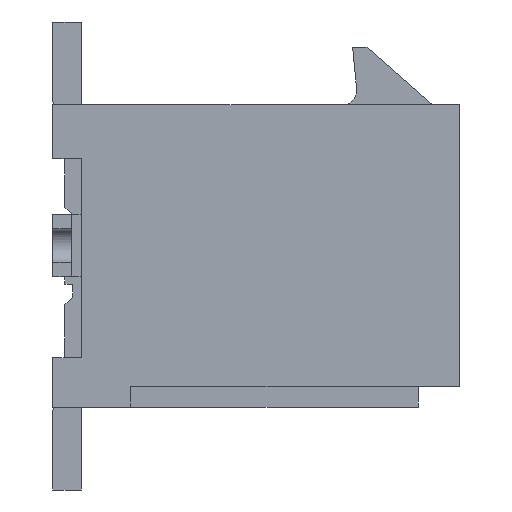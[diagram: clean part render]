
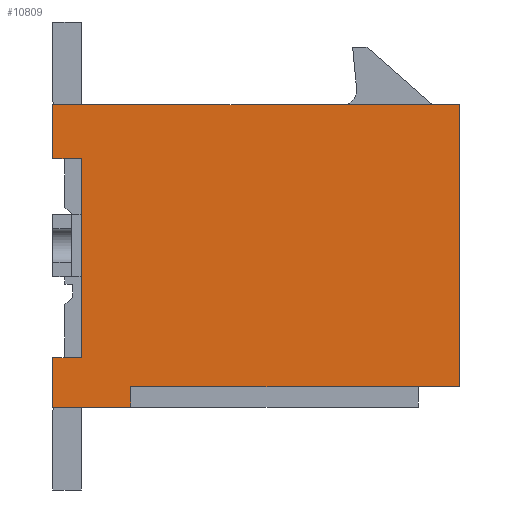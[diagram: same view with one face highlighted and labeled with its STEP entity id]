
A CAD part, left-side view. The second image highlights one B-rep face of the part: STEP entity #10809.
In plain terms, the highlighted planar face has unit normal (-1, 0, 0).
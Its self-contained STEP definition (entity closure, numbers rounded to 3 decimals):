
#1411=ORIENTED_EDGE('',*,*,#4350,.F.);
#1412=ORIENTED_EDGE('',*,*,#4348,.F.);
#1413=ORIENTED_EDGE('',*,*,#4428,.F.);
#1414=ORIENTED_EDGE('',*,*,#4429,.F.);
#1415=ORIENTED_EDGE('',*,*,#4417,.T.);
#1416=ORIENTED_EDGE('',*,*,#3610,.T.);
#1417=ORIENTED_EDGE('',*,*,#4430,.T.);
#1418=ORIENTED_EDGE('',*,*,#4306,.F.);
#1419=ORIENTED_EDGE('',*,*,#4311,.F.);
#1420=ORIENTED_EDGE('',*,*,#4226,.F.);
#3610=EDGE_CURVE('',#5189,#5188,#6238,.T.);
#4226=EDGE_CURVE('',#5738,#5739,#6810,.T.);
#4306=EDGE_CURVE('',#5809,#5810,#6890,.T.);
#4311=EDGE_CURVE('',#5739,#5809,#6895,.T.);
#4348=EDGE_CURVE('',#5835,#5829,#6932,.T.);
#4350=EDGE_CURVE('',#5829,#5738,#6933,.T.);
#4417=EDGE_CURVE('',#5880,#5189,#7000,.T.);
#4428=EDGE_CURVE('',#5885,#5835,#7011,.T.);
#4429=EDGE_CURVE('',#5880,#5885,#7012,.T.);
#4430=EDGE_CURVE('',#5188,#5810,#7013,.T.);
#5188=VERTEX_POINT('',#15029);
#5189=VERTEX_POINT('',#15031);
#5738=VERTEX_POINT('',#16295);
#5739=VERTEX_POINT('',#16297);
#5809=VERTEX_POINT('',#16457);
#5810=VERTEX_POINT('',#16459);
#5829=VERTEX_POINT('',#16519);
#5835=VERTEX_POINT('',#16531);
#5880=VERTEX_POINT('',#16654);
#5885=VERTEX_POINT('',#16672);
#6238=LINE('',#15030,#7712);
#6810=LINE('',#16296,#8284);
#6890=LINE('',#16458,#8364);
#6895=LINE('',#16467,#8369);
#6932=LINE('',#16532,#8406);
#6933=LINE('',#16535,#8407);
#7000=LINE('',#16653,#8474);
#7011=LINE('',#16673,#8485);
#7012=LINE('',#16675,#8486);
#7013=LINE('',#16676,#8487);
#7712=VECTOR('',#12098,1000.);
#8284=VECTOR('',#12958,1000.);
#8364=VECTOR('',#13060,1000.);
#8369=VECTOR('',#13067,1000.);
#8406=VECTOR('',#13114,1000.);
#8407=VECTOR('',#13119,1000.);
#8474=VECTOR('',#13200,1000.);
#8485=VECTOR('',#13217,1000.);
#8486=VECTOR('',#13220,1000.);
#8487=VECTOR('',#13221,1000.);
#9226=EDGE_LOOP('',(#1411,#1412,#1413,#1414,#1415,#1416,#1417,#1418,#1419,
#1420));
#9806=FACE_BOUND('',#9226,.T.);
#10334=PLANE('',#11419);
#10809=ADVANCED_FACE('',(#9806),#10334,.T.);
#11419=AXIS2_PLACEMENT_3D('',#16674,#13218,#13219);
#12098=DIRECTION('',(0.,0.,1.));
#12958=DIRECTION('',(0.,0.,1.));
#13060=DIRECTION('',(0.,0.,1.));
#13067=DIRECTION('',(0.,1.,0.));
#13114=DIRECTION('',(0.,0.,1.));
#13119=DIRECTION('',(0.,-1.,0.));
#13200=DIRECTION('',(0.,-1.,0.));
#13217=DIRECTION('',(0.,1.,0.));
#13218=DIRECTION('',(-1.,0.,0.));
#13219=DIRECTION('',(0.,0.,1.));
#13220=DIRECTION('',(0.,0.,-1.));
#13221=DIRECTION('',(0.,1.,0.));
#15029=CARTESIAN_POINT('',(-19.85,-4.95,3.68));
#15030=CARTESIAN_POINT('',(-19.85,-4.95,-3.68));
#15031=CARTESIAN_POINT('',(-19.85,-4.95,-3.18));
#16295=CARTESIAN_POINT('',(-19.85,4.25,-2.48));
#16296=CARTESIAN_POINT('',(-19.85,4.25,-2.48));
#16297=CARTESIAN_POINT('',(-19.85,4.25,2.37));
#16457=CARTESIAN_POINT('',(-19.85,4.95,2.37));
#16458=CARTESIAN_POINT('',(-19.85,4.95,-3.68));
#16459=CARTESIAN_POINT('',(-19.85,4.95,3.68));
#16467=CARTESIAN_POINT('',(-19.85,4.25,2.37));
#16519=CARTESIAN_POINT('',(-19.85,4.95,-2.48));
#16531=CARTESIAN_POINT('',(-19.85,4.95,-3.68));
#16532=CARTESIAN_POINT('',(-19.85,4.95,-3.68));
#16535=CARTESIAN_POINT('',(-19.85,4.95,-2.48));
#16653=CARTESIAN_POINT('',(-19.85,-4.95,-3.18));
#16654=CARTESIAN_POINT('',(-19.85,3.05,-3.18));
#16672=CARTESIAN_POINT('',(-19.85,3.05,-3.68));
#16673=CARTESIAN_POINT('',(-19.85,-4.95,-3.68));
#16674=CARTESIAN_POINT('',(-19.85,-4.95,-3.68));
#16675=CARTESIAN_POINT('',(-19.85,3.05,-3.18));
#16676=CARTESIAN_POINT('',(-19.85,-4.95,3.68));
